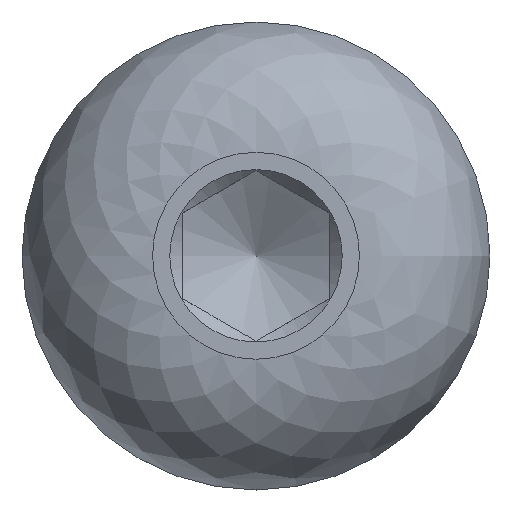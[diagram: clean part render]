
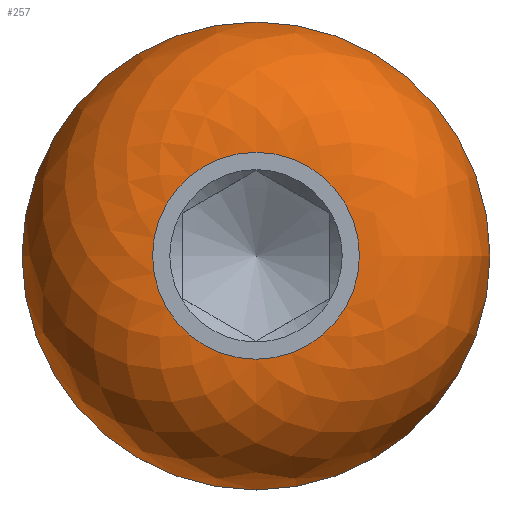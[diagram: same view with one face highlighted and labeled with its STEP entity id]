
A CAD part, top view. The second image highlights one B-rep face of the part: STEP entity #257.
In plain terms, the highlighted face is a revolution surface.
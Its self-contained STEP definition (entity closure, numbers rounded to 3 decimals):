
#185 = CYLINDRICAL_SURFACE('',#186,4.75);
#186 = AXIS2_PLACEMENT_3D('',#187,#188,#189);
#187 = CARTESIAN_POINT('',(0.,0.,0.));
#188 = DIRECTION('',(0.,0.,1.));
#189 = DIRECTION('',(1.,0.,0.));
#208 = VERTEX_POINT('',#209);
#209 = CARTESIAN_POINT('',(4.75,0.,0.1));
#228 = EDGE_CURVE('',#208,#208,#229,.T.);
#229 = SURFACE_CURVE('',#230,(#235,#241),.PCURVE_S1.);
#230 = CIRCLE('',#231,4.75);
#231 = AXIS2_PLACEMENT_3D('',#232,#233,#234);
#232 = CARTESIAN_POINT('',(0.,0.,0.1));
#233 = DIRECTION('',(0.,0.,-1.));
#234 = DIRECTION('',(1.,0.,0.));
#235 = PCURVE('',#185,#236);
#236 = DEFINITIONAL_REPRESENTATION('',(#237),#240);
#237 = B_SPLINE_CURVE_WITH_KNOTS('',1,(#238,#239),.UNSPECIFIED.,.F.,.F.,
  (2,2),(0.,6.283),.PIECEWISE_BEZIER_KNOTS.);
#238 = CARTESIAN_POINT('',(0.,0.1));
#239 = CARTESIAN_POINT('',(-6.283,0.1));
#240 = ( GEOMETRIC_REPRESENTATION_CONTEXT(2) 
PARAMETRIC_REPRESENTATION_CONTEXT() REPRESENTATION_CONTEXT('2D SPACE',''
  ) );
#241 = PCURVE('',#242,#251);
#242 = SURFACE_OF_REVOLUTION('',#243,#248);
#243 = CIRCLE('',#244,2.65);
#244 = AXIS2_PLACEMENT_3D('',#245,#246,#247);
#245 = CARTESIAN_POINT('',(2.1,0.,
    0.1));
#246 = DIRECTION('',(0.,-1.,0.));
#247 = DIRECTION('',(1.,0.,0.));
#248 = AXIS1_PLACEMENT('',#249,#250);
#249 = CARTESIAN_POINT('',(0.,0.,1.19));
#250 = DIRECTION('',(0.,0.,-1.));
#251 = DEFINITIONAL_REPRESENTATION('',(#252),#255);
#252 = B_SPLINE_CURVE_WITH_KNOTS('',1,(#253,#254),.UNSPECIFIED.,.F.,.F.,
  (2,2),(0.,6.283),.PIECEWISE_BEZIER_KNOTS.);
#253 = CARTESIAN_POINT('',(0.,0.));
#254 = CARTESIAN_POINT('',(6.283,0.));
#255 = ( GEOMETRIC_REPRESENTATION_CONTEXT(2) 
PARAMETRIC_REPRESENTATION_CONTEXT() REPRESENTATION_CONTEXT('2D SPACE',''
  ) );
#257 = ADVANCED_FACE('',(#258),#242,.F.);
#258 = FACE_BOUND('',#259,.F.);
#259 = EDGE_LOOP('',(#260,#261,#283,#309));
#260 = ORIENTED_EDGE('',*,*,#228,.T.);
#261 = ORIENTED_EDGE('',*,*,#262,.T.);
#262 = EDGE_CURVE('',#208,#263,#265,.T.);
#263 = VERTEX_POINT('',#264);
#264 = CARTESIAN_POINT('',(2.1,0.,2.75));
#265 = SEAM_CURVE('',#266,(#271,#277),.PCURVE_S1.);
#266 = CIRCLE('',#267,2.65);
#267 = AXIS2_PLACEMENT_3D('',#268,#269,#270);
#268 = CARTESIAN_POINT('',(2.1,0.,
    0.1));
#269 = DIRECTION('',(0.,-1.,0.));
#270 = DIRECTION('',(1.,0.,0.));
#271 = PCURVE('',#242,#272);
#272 = DEFINITIONAL_REPRESENTATION('',(#273),#276);
#273 = B_SPLINE_CURVE_WITH_KNOTS('',1,(#274,#275),.UNSPECIFIED.,.F.,.F.,
  (2,2),(0.,1.571),.PIECEWISE_BEZIER_KNOTS.);
#274 = CARTESIAN_POINT('',(0.,0.));
#275 = CARTESIAN_POINT('',(0.,1.571));
#276 = ( GEOMETRIC_REPRESENTATION_CONTEXT(2) 
PARAMETRIC_REPRESENTATION_CONTEXT() REPRESENTATION_CONTEXT('2D SPACE',''
  ) );
#277 = PCURVE('',#242,#278);
#278 = DEFINITIONAL_REPRESENTATION('',(#279),#282);
#279 = B_SPLINE_CURVE_WITH_KNOTS('',1,(#280,#281),.UNSPECIFIED.,.F.,.F.,
  (2,2),(0.,1.571),.PIECEWISE_BEZIER_KNOTS.);
#280 = CARTESIAN_POINT('',(6.283,0.));
#281 = CARTESIAN_POINT('',(6.283,1.571));
#282 = ( GEOMETRIC_REPRESENTATION_CONTEXT(2) 
PARAMETRIC_REPRESENTATION_CONTEXT() REPRESENTATION_CONTEXT('2D SPACE',''
  ) );
#283 = ORIENTED_EDGE('',*,*,#284,.F.);
#284 = EDGE_CURVE('',#263,#263,#285,.T.);
#285 = SURFACE_CURVE('',#286,(#291,#297),.PCURVE_S1.);
#286 = CIRCLE('',#287,2.1);
#287 = AXIS2_PLACEMENT_3D('',#288,#289,#290);
#288 = CARTESIAN_POINT('',(0.,0.,2.75));
#289 = DIRECTION('',(0.,0.,-1.));
#290 = DIRECTION('',(1.,0.,0.));
#291 = PCURVE('',#242,#292);
#292 = DEFINITIONAL_REPRESENTATION('',(#293),#296);
#293 = B_SPLINE_CURVE_WITH_KNOTS('',1,(#294,#295),.UNSPECIFIED.,.F.,.F.,
  (2,2),(0.,6.283),.PIECEWISE_BEZIER_KNOTS.);
#294 = CARTESIAN_POINT('',(0.,1.571));
#295 = CARTESIAN_POINT('',(6.283,1.571));
#296 = ( GEOMETRIC_REPRESENTATION_CONTEXT(2) 
PARAMETRIC_REPRESENTATION_CONTEXT() REPRESENTATION_CONTEXT('2D SPACE',''
  ) );
#297 = PCURVE('',#298,#303);
#298 = PLANE('',#299);
#299 = AXIS2_PLACEMENT_3D('',#300,#301,#302);
#300 = CARTESIAN_POINT('',(0.,0.,2.75));
#301 = DIRECTION('',(0.,0.,-1.));
#302 = DIRECTION('',(1.,0.,0.));
#303 = DEFINITIONAL_REPRESENTATION('',(#304),#308);
#304 = CIRCLE('',#305,2.1);
#305 = AXIS2_PLACEMENT_2D('',#306,#307);
#306 = CARTESIAN_POINT('',(0.,0.));
#307 = DIRECTION('',(1.,-0.));
#308 = ( GEOMETRIC_REPRESENTATION_CONTEXT(2) 
PARAMETRIC_REPRESENTATION_CONTEXT() REPRESENTATION_CONTEXT('2D SPACE',''
  ) );
#309 = ORIENTED_EDGE('',*,*,#262,.F.);
